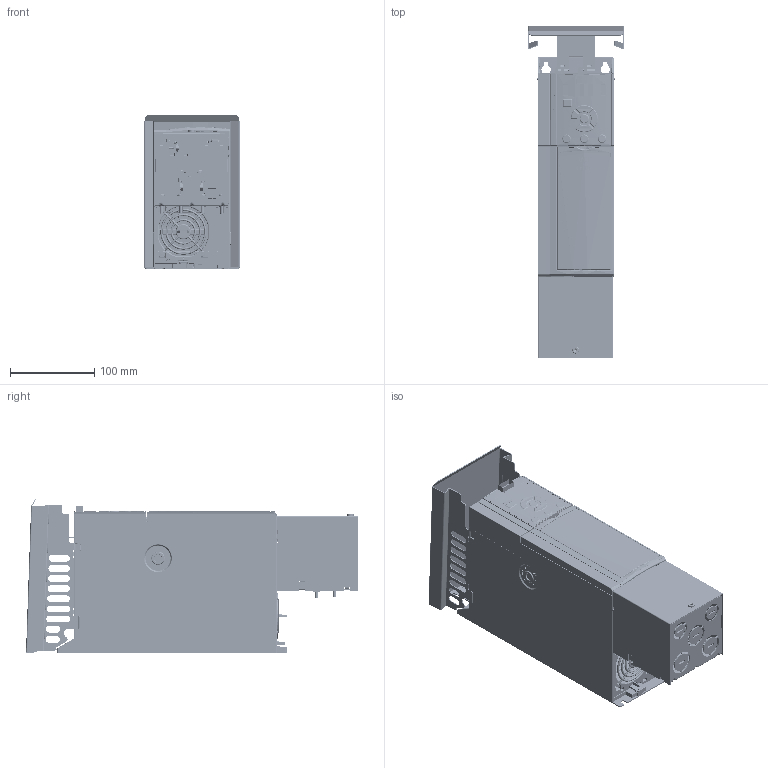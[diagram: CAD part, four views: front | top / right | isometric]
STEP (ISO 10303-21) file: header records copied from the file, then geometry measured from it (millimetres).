
FILE_DESCRIPTION((''),'2;1');
FILE_NAME('FC280-K2-IP21','2016-08-30T',('u242158'),('Danfoss Power Electronics'),'CREO PARAMETRIC BY PTC INC, 2015480','CREO PARAMETRIC BY PTC INC, 2015480','');
FILE_SCHEMA(('CONFIG_CONTROL_DESIGN','GEOMETRIC_VALIDATION_PROPERTIES_MIM'));
Products named in the file (1): FC280-K2-IP21
Bounding box: 114 x 393.2 x 183.26 mm (x, y, z)
Surface area: 738247.7 mm2 (no closed solid volume)
Topology: 0 solids, 230 shells, 16792 faces, 46158 edges, 29885 vertices
Faces by surface type: plane 9469, cylinder 4339, bspline 1360, cone 518, sphere 471, torus 401, extrusion 234
Entity records: 716591 total; most frequent: CARTESIAN_POINT 224921, ORIENTED_EDGE 89455, DIRECTION 73816, EDGE_CURVE 45983, VERTEX_POINT 29879, VECTOR 29258, LINE 29024, AXIS2_PLACEMENT_3D 22279
